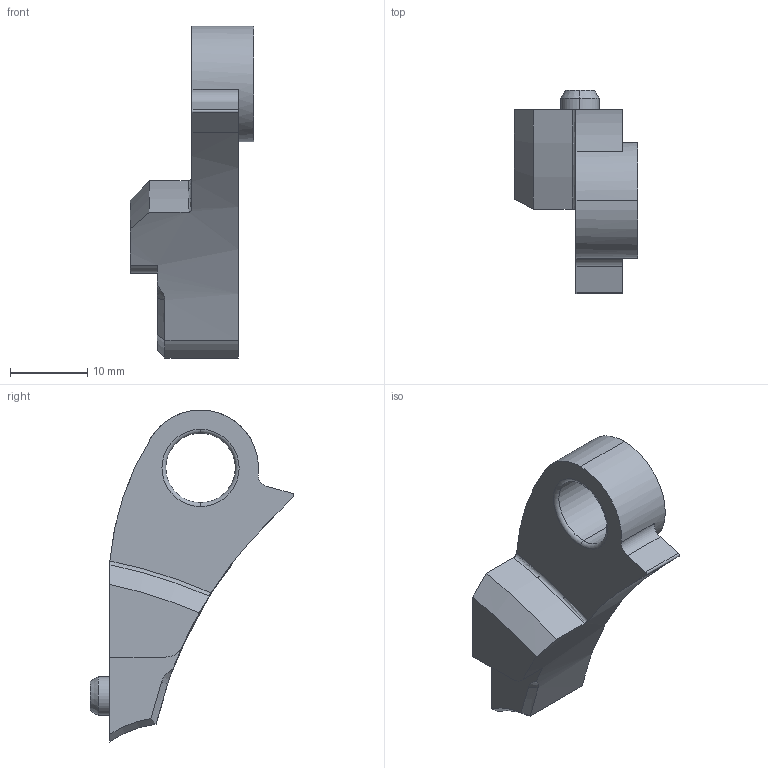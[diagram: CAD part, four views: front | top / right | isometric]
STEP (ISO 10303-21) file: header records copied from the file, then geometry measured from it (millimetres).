
FILE_DESCRIPTION (( 'STEP AP214' ), '1' );
FILE_NAME ('DR4090.STEP', '2014-12-23T00:16:28', ( '' ), ( '' ), 'SwSTEP 2.0', 'SolidWorks 2014', '' );
FILE_SCHEMA (( 'AUTOMOTIVE_DESIGN' ));
Length unit declared in the file: millimetre
Products named in the file (1): DR4090
Bounding box: 16 x 26.34 x 42.99 mm (x, y, z)
Volume: 3930.9 mm3; surface area: 2500.6 mm2
Topology: 1 solids, 1 shells, 38 faces, 95 edges, 59 vertices
Faces by surface type: cylinder 15, plane 10, torus 5, cone 4, bspline 4
Entity records: 1378 total; most frequent: CARTESIAN_POINT 429, DIRECTION 203, ORIENTED_EDGE 186, EDGE_CURVE 93, AXIS2_PLACEMENT_3D 83, VERTEX_POINT 59, CIRCLE 48, EDGE_LOOP 42
